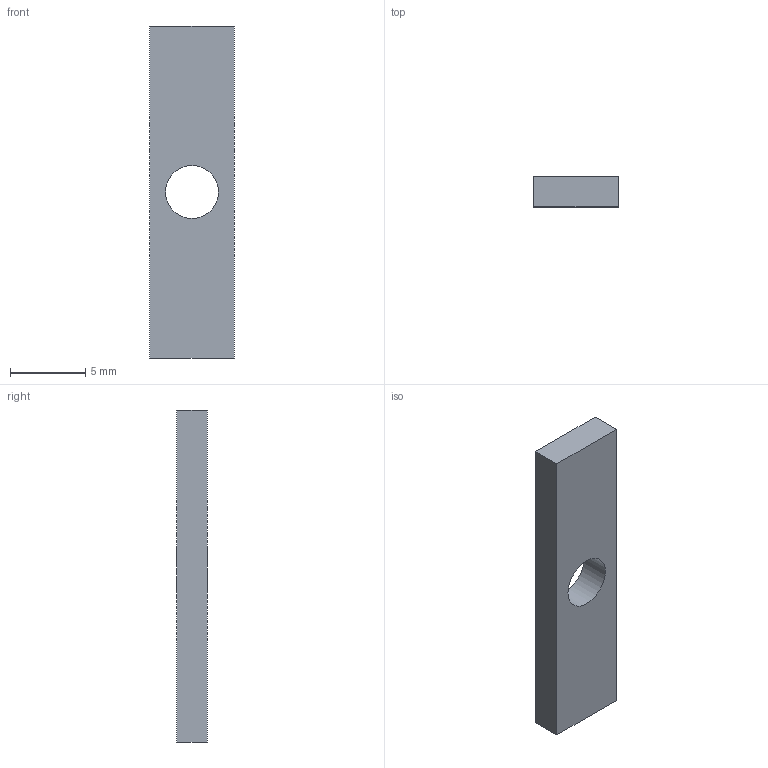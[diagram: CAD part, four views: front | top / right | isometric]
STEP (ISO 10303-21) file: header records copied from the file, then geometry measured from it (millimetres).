
FILE_DESCRIPTION(/* description */ (''),/* implementation_level */ '2;1');
FILE_NAME(/* name */ 'translationalstages_holderplate_mk1.stp',/* time_stamp */ '2022-12-10T13:44:40+01:00',/* author */ ('Rik Ubaghs'),/* organization */ (''),/* preprocessor_version */ 'ST-DEVELOPER v18.1',/* originating_system */ 'Autodesk Inventor 2021',/* authorisation */ '');
FILE_SCHEMA (('AUTOMOTIVE_DESIGN { 1 0 10303 214 3 1 1 }'));
Length unit declared in the file: millimetre
Products named in the file (1): translationalstages_holderplate_mk1
Bounding box: 5.6 x 2 x 22 mm (x, y, z)
Volume: 227.2 mm3; surface area: 359.5 mm2
Topology: 1 solids, 1 shells, 7 faces, 16 edges, 11 vertices
Faces by surface type: plane 6, cylinder 1
Full cylindrical faces by diameter (mm): 3.5 x1
Entity records: 271 total; most frequent: DIRECTION 35, CARTESIAN_POINT 35, ORIENTED_EDGE 32, EDGE_CURVE 16, LINE 13, VECTOR 13, VERTEX_POINT 11, AXIS2_PLACEMENT_3D 11
